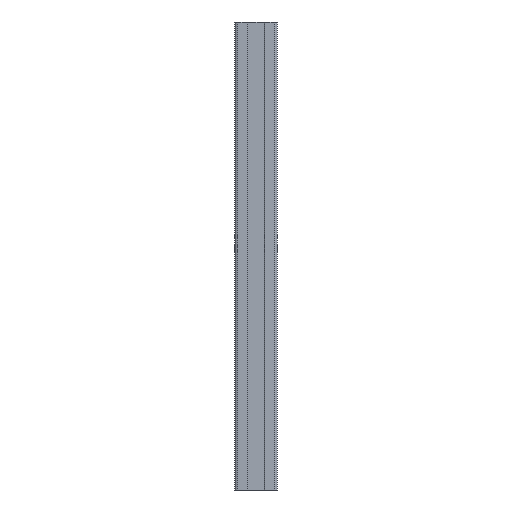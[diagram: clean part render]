
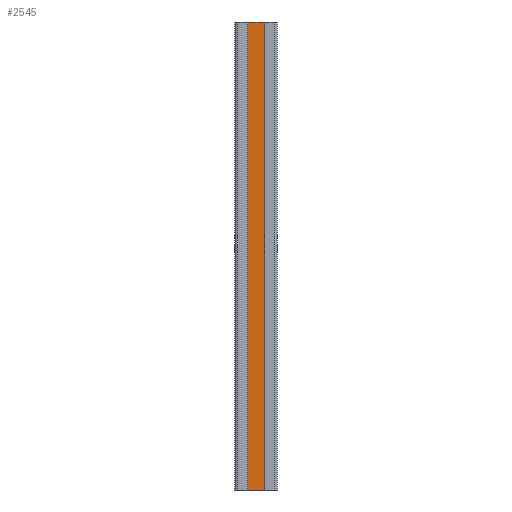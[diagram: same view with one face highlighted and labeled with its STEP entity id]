
A CAD part, front view. The second image highlights one B-rep face of the part: STEP entity #2545.
In plain terms, the highlighted planar face has unit normal (0, -1, 0).
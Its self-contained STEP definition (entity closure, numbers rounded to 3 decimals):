
#180 = LINE ( 'NONE', #199, #198 ) ;
#197 = DIRECTION ( 'NONE',  ( 1., 0., 0. ) ) ;
#198 = VECTOR ( 'NONE', #197, 1000. ) ;
#199 = CARTESIAN_POINT ( 'NONE',  ( -30324.632, -25059.983, 0. ) ) ;
#223 = DIRECTION ( 'NONE',  ( -1., 0., 0. ) ) ;
#224 = DIRECTION ( 'NONE',  ( 0., 1., 0. ) ) ;
#225 = CARTESIAN_POINT ( 'NONE',  ( -30324.632, -25059.983, 500. ) ) ;
#227 = LINE ( 'NONE', #335, #334 ) ;
#270 = FACE_OUTER_BOUND ( 'NONE', #2449, .T. ) ;
#333 = DIRECTION ( 'NONE',  ( 0., 0., -1. ) ) ;
#334 = VECTOR ( 'NONE', #333, 1000. ) ;
#335 = CARTESIAN_POINT ( 'NONE',  ( -30307.132, -25059.983, 500. ) ) ;
#356 = PLANE ( 'NONE',  #358 ) ;
#358 = AXIS2_PLACEMENT_3D ( 'NONE', #225, #224, #223 ) ;
#462 = CARTESIAN_POINT ( 'NONE',  ( -30324.632, -25059.983, 0. ) ) ;
#546 = CARTESIAN_POINT ( 'NONE',  ( -30307.132, -25059.983, 0. ) ) ;
#633 = DIRECTION ( 'NONE',  ( 0., 0., -1. ) ) ;
#634 = VECTOR ( 'NONE', #633, 1000. ) ;
#635 = LINE ( 'NONE', #652, #634 ) ;
#652 = CARTESIAN_POINT ( 'NONE',  ( -30324.632, -25059.983, 500. ) ) ;
#1651 = VERTEX_POINT ( 'NONE', #3742 ) ;
#1652 = VERTEX_POINT ( 'NONE', #3740 ) ;
#1653 = EDGE_CURVE ( 'NONE', #1652, #1651, #3624, .T. ) ;
#2387 = EDGE_CURVE ( 'NONE', #2621, #2622, #180, .T. ) ;
#2449 = EDGE_LOOP ( 'NONE', ( #2473, #2471, #2548, #2549 ) ) ;
#2471 = ORIENTED_EDGE ( 'NONE', *, *, #2546, .F. ) ;
#2473 = ORIENTED_EDGE ( 'NONE', *, *, #2387, .T. ) ;
#2545 = ADVANCED_FACE ( 'NONE', ( #270 ), #356, .F. ) ;
#2546 = EDGE_CURVE ( 'NONE', #1651, #2622, #227, .T. ) ;
#2548 = ORIENTED_EDGE ( 'NONE', *, *, #1653, .F. ) ;
#2549 = ORIENTED_EDGE ( 'NONE', *, *, #2635, .T. ) ;
#2621 = VERTEX_POINT ( 'NONE', #462 ) ;
#2622 = VERTEX_POINT ( 'NONE', #546 ) ;
#2635 = EDGE_CURVE ( 'NONE', #1652, #2621, #635, .T. ) ;
#3624 = LINE ( 'NONE', #3686, #3685 ) ;
#3684 = DIRECTION ( 'NONE',  ( 1., 0., 0. ) ) ;
#3685 = VECTOR ( 'NONE', #3684, 1000. ) ;
#3686 = CARTESIAN_POINT ( 'NONE',  ( -30324.632, -25059.983, 500. ) ) ;
#3740 = CARTESIAN_POINT ( 'NONE',  ( -30324.632, -25059.983, 500. ) ) ;
#3742 = CARTESIAN_POINT ( 'NONE',  ( -30307.132, -25059.983, 500. ) ) ;
